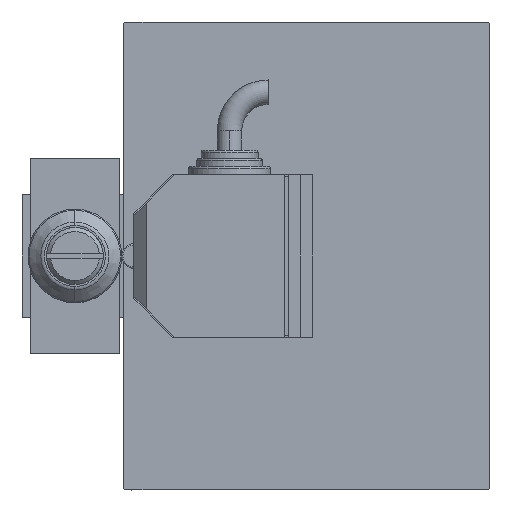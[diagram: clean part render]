
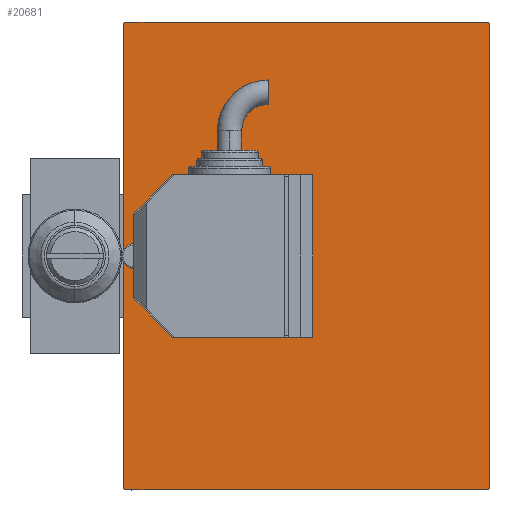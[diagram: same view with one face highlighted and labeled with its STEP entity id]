
A CAD part, left-side view. The second image highlights one B-rep face of the part: STEP entity #20681.
In plain terms, the highlighted face is planar.
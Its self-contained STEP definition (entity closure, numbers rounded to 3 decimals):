
#2557 = CARTESIAN_POINT ( 'NONE',  ( 158., -45., 57.2 ) ) ;
#3894 = VERTEX_POINT ( 'NONE', #22514 ) ;
#4562 = VERTEX_POINT ( 'NONE', #34019 ) ;
#5048 = ORIENTED_EDGE ( 'NONE', *, *, #12012, .T. ) ;
#5434 = LINE ( 'NONE', #20530, #33107 ) ;
#5642 = CARTESIAN_POINT ( 'NONE',  ( 158., -51.1, -51.1 ) ) ;
#6269 = CARTESIAN_POINT ( 'NONE',  ( 158., 51.1, 51.1 ) ) ;
#6344 = VERTEX_POINT ( 'NONE', #30829 ) ;
#6996 = DIRECTION ( 'NONE',  ( 0., -0.707, 0.707 ) ) ;
#7177 = AXIS2_PLACEMENT_3D ( 'NONE', #36054, #21440, #24665 ) ;
#7656 = VECTOR ( 'NONE', #38428, 1000. ) ;
#8610 = CARTESIAN_POINT ( 'NONE',  ( 158., -44.7, -57.5 ) ) ;
#9070 = VERTEX_POINT ( 'NONE', #43484 ) ;
#10310 = FACE_OUTER_BOUND ( 'NONE', #24451, .T. ) ;
#11408 = DIRECTION ( 'NONE',  ( 0., 0.707, 0.707 ) ) ;
#12012 = EDGE_CURVE ( 'NONE', #6344, #40000, #5434, .T. ) ;
#12324 = CARTESIAN_POINT ( 'NONE',  ( 158., 44.7, -57.5 ) ) ;
#16676 = ORIENTED_EDGE ( 'NONE', *, *, #32569, .T. ) ;
#17397 = LINE ( 'NONE', #6269, #19973 ) ;
#18393 = VECTOR ( 'NONE', #34219, 1000. ) ;
#19524 = VECTOR ( 'NONE', #11408, 1000. ) ;
#19973 = VECTOR ( 'NONE', #6996, 1000. ) ;
#20399 = ORIENTED_EDGE ( 'NONE', *, *, #25759, .T. ) ;
#20530 = CARTESIAN_POINT ( 'NONE',  ( 158., 45., 57.5 ) ) ;
#20681 = ADVANCED_FACE ( 'NONE', ( #10310 ), #20716, .T. ) ;
#20716 = PLANE ( 'NONE',  #7177 ) ;
#21440 = DIRECTION ( 'NONE',  ( 1., 0., 0. ) ) ;
#21572 = CARTESIAN_POINT ( 'NONE',  ( 158., -44.7, 57.5 ) ) ;
#22514 = CARTESIAN_POINT ( 'NONE',  ( 158., -45., -57.2 ) ) ;
#23645 = CARTESIAN_POINT ( 'NONE',  ( 158., -51.1, 51.1 ) ) ;
#23788 = ORIENTED_EDGE ( 'NONE', *, *, #29148, .T. ) ;
#23822 = CARTESIAN_POINT ( 'NONE',  ( 158., -45., 57.5 ) ) ;
#24064 = LINE ( 'NONE', #23822, #7656 ) ;
#24212 = VERTEX_POINT ( 'NONE', #12324 ) ;
#24451 = EDGE_LOOP ( 'NONE', ( #35221, #39017, #16676, #20399, #5048, #23788, #45090, #25479 ) ) ;
#24665 = DIRECTION ( 'NONE',  ( 0., 0., -1. ) ) ;
#25479 = ORIENTED_EDGE ( 'NONE', *, *, #30256, .T. ) ;
#25759 = EDGE_CURVE ( 'NONE', #4562, #6344, #17397, .T. ) ;
#28639 = LINE ( 'NONE', #5642, #32863 ) ;
#29148 = EDGE_CURVE ( 'NONE', #40000, #39516, #31303, .T. ) ;
#30256 = EDGE_CURVE ( 'NONE', #3894, #30858, #28639, .T. ) ;
#30444 = CARTESIAN_POINT ( 'NONE',  ( 158., 51.1, -51.1 ) ) ;
#30829 = CARTESIAN_POINT ( 'NONE',  ( 158., 44.7, 57.5 ) ) ;
#30858 = VERTEX_POINT ( 'NONE', #8610 ) ;
#31303 = LINE ( 'NONE', #23645, #48555 ) ;
#31423 = LINE ( 'NONE', #30444, #19524 ) ;
#32569 = EDGE_CURVE ( 'NONE', #9070, #4562, #44845, .T. ) ;
#32863 = VECTOR ( 'NONE', #35841, 1000. ) ;
#33107 = VECTOR ( 'NONE', #35619, 1000. ) ;
#34019 = CARTESIAN_POINT ( 'NONE',  ( 158., 45., 57.2 ) ) ;
#34219 = DIRECTION ( 'NONE',  ( 0., 1., 0. ) ) ;
#34576 = EDGE_CURVE ( 'NONE', #30858, #24212, #41412, .T. ) ;
#35221 = ORIENTED_EDGE ( 'NONE', *, *, #34576, .T. ) ;
#35619 = DIRECTION ( 'NONE',  ( 0., -1., 0. ) ) ;
#35841 = DIRECTION ( 'NONE',  ( 0., 0.707, -0.707 ) ) ;
#36054 = CARTESIAN_POINT ( 'NONE',  ( 158., 0., 0. ) ) ;
#37661 = CARTESIAN_POINT ( 'NONE',  ( 158., 45., -57.5 ) ) ;
#38428 = DIRECTION ( 'NONE',  ( 0., 0., -1. ) ) ;
#39017 = ORIENTED_EDGE ( 'NONE', *, *, #48697, .T. ) ;
#39516 = VERTEX_POINT ( 'NONE', #2557 ) ;
#40000 = VERTEX_POINT ( 'NONE', #21572 ) ;
#41412 = LINE ( 'NONE', #42145, #18393 ) ;
#42145 = CARTESIAN_POINT ( 'NONE',  ( 158., -45., -57.5 ) ) ;
#42461 = DIRECTION ( 'NONE',  ( 0., -0.707, -0.707 ) ) ;
#43484 = CARTESIAN_POINT ( 'NONE',  ( 158., 45., -57.2 ) ) ;
#44845 = LINE ( 'NONE', #37661, #46820 ) ;
#45090 = ORIENTED_EDGE ( 'NONE', *, *, #48419, .T. ) ;
#45333 = DIRECTION ( 'NONE',  ( 0., 0., 1. ) ) ;
#46820 = VECTOR ( 'NONE', #45333, 1000. ) ;
#48419 = EDGE_CURVE ( 'NONE', #39516, #3894, #24064, .T. ) ;
#48555 = VECTOR ( 'NONE', #42461, 1000. ) ;
#48697 = EDGE_CURVE ( 'NONE', #24212, #9070, #31423, .T. ) ;
